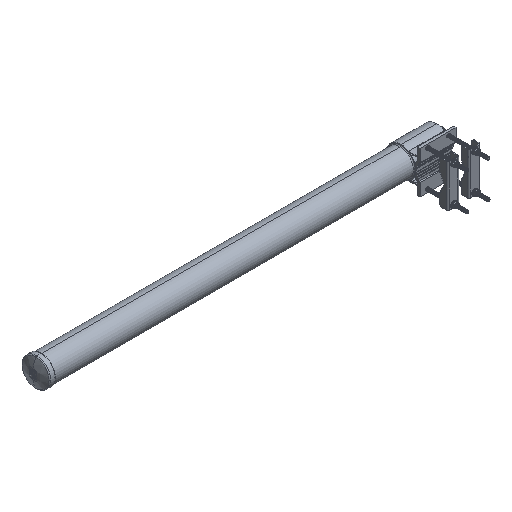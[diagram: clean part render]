
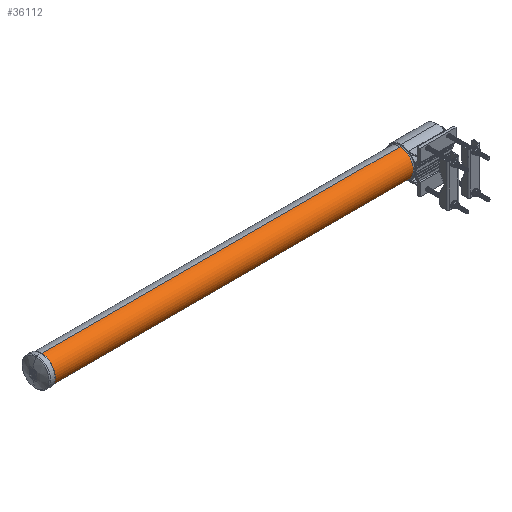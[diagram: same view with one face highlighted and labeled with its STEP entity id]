
A CAD part, isometric view. The second image highlights one B-rep face of the part: STEP entity #36112.
In plain terms, the highlighted cylindrical face has radius 37.465 mm (diameter 74.93 mm), a partial arc.
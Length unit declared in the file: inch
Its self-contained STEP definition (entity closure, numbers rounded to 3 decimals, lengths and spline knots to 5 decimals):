
#6923 = EDGE_LOOP ( 'NONE', ( #11508, #11509, #11510, #11511 ) ) ;
#11508 = ORIENTED_EDGE ( 'NONE', *, *, #22930, .F. ) ;
#11509 = ORIENTED_EDGE ( 'NONE', *, *, #22933, .T. ) ;
#11510 = ORIENTED_EDGE ( 'NONE', *, *, #22932, .T. ) ;
#11511 = ORIENTED_EDGE ( 'NONE', *, *, #22927, .F. ) ;
#13781 = CIRCLE ( 'NONE', #36895, 1.475 ) ;
#13790 = LINE ( 'NONE', #31417, #13796 ) ;
#13792 = CIRCLE ( 'NONE', #36899, 1.475 ) ;
#13796 = VECTOR ( 'NONE', #31405, 39.37008 ) ;
#13798 = LINE ( 'NONE', #31409, #13802 ) ;
#13802 = VECTOR ( 'NONE', #31416, 39.37008 ) ;
#17509 = CARTESIAN_POINT ( 'NONE',  ( -44.5, 0., 0. ) ) ;
#17510 = DIRECTION ( 'NONE',  ( 1., 0., 0. ) ) ;
#17521 = DIRECTION ( 'NONE',  ( 0., 0., -1. ) ) ;
#21580 = CARTESIAN_POINT ( 'NONE',  ( -43.50588, 0., 1.475 ) ) ;
#21629 = CARTESIAN_POINT ( 'NONE',  ( -4.05894, 0., 1.475 ) ) ;
#21630 = CARTESIAN_POINT ( 'NONE',  ( -43.50588, 0., -1.475 ) ) ;
#21631 = CARTESIAN_POINT ( 'NONE',  ( -4.05894, 0., -1.475 ) ) ;
#22927 = EDGE_CURVE ( 'NONE', #24186, #24188, #13781, .T. ) ;
#22930 = EDGE_CURVE ( 'NONE', #24137, #24186, #13790, .T. ) ;
#22932 = EDGE_CURVE ( 'NONE', #24187, #24188, #13798, .T. ) ;
#22933 = EDGE_CURVE ( 'NONE', #24137, #24187, #13792, .T. ) ;
#24137 = VERTEX_POINT ( 'NONE', #21580 ) ;
#24186 = VERTEX_POINT ( 'NONE', #21629 ) ;
#24187 = VERTEX_POINT ( 'NONE', #21630 ) ;
#24188 = VERTEX_POINT ( 'NONE', #21631 ) ;
#31405 = DIRECTION ( 'NONE',  ( 1., 0., 0. ) ) ;
#31409 = CARTESIAN_POINT ( 'NONE',  ( -44.5, 0., -1.475 ) ) ;
#31410 = CARTESIAN_POINT ( 'NONE',  ( -4.05894, 0., 0. ) ) ;
#31411 = DIRECTION ( 'NONE',  ( 1., 0., 0. ) ) ;
#31412 = DIRECTION ( 'NONE',  ( 0., 0., -1. ) ) ;
#31416 = DIRECTION ( 'NONE',  ( 1., 0., 0. ) ) ;
#31417 = CARTESIAN_POINT ( 'NONE',  ( -44.5, 0., 1.475 ) ) ;
#31424 = CARTESIAN_POINT ( 'NONE',  ( -43.50588, 0., 0. ) ) ;
#31425 = DIRECTION ( 'NONE',  ( 1., 0., 0. ) ) ;
#31426 = DIRECTION ( 'NONE',  ( 0., 0., -1. ) ) ;
#36112 = ADVANCED_FACE ( 'NONE', ( #36554 ), #36560, .T. ) ;
#36554 = FACE_OUTER_BOUND ( 'NONE', #6923, .T. ) ;
#36560 = CYLINDRICAL_SURFACE ( 'NONE', #45669, 1.475 ) ;
#36895 = AXIS2_PLACEMENT_3D ( 'NONE', #31410, #31411, #31412 ) ;
#36899 = AXIS2_PLACEMENT_3D ( 'NONE', #31424, #31425, #31426 ) ;
#45669 = AXIS2_PLACEMENT_3D ( 'NONE', #17509, #17510, #17521 ) ;
